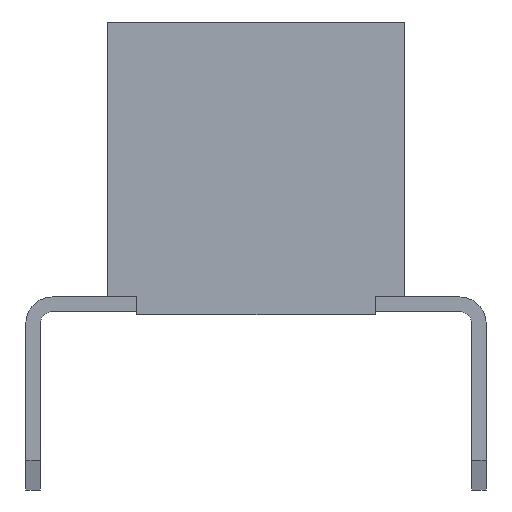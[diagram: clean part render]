
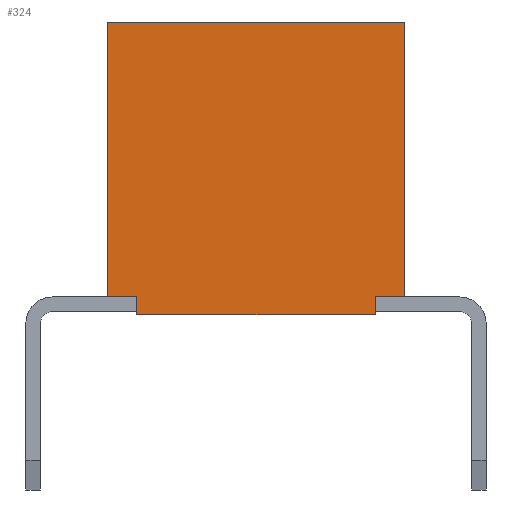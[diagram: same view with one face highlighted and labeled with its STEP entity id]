
A CAD part, left-side view. The second image highlights one B-rep face of the part: STEP entity #324.
In plain terms, the highlighted planar face has unit normal (-1, 0, 0).
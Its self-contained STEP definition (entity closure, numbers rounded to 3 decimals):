
#324=ADVANCED_FACE('',(#1496),#948,.T.);
#948=PLANE('',#12251);
#1496=FACE_OUTER_BOUND('',#2164,.T.);
#2164=EDGE_LOOP('',(#3296,#3297,#3298,#3299,#3300,#3301,#3302,#3303));
#3296=ORIENTED_EDGE('',*,*,#7827,.T.);
#3297=ORIENTED_EDGE('',*,*,#7825,.T.);
#3298=ORIENTED_EDGE('',*,*,#7843,.F.);
#3299=ORIENTED_EDGE('',*,*,#7589,.T.);
#3300=ORIENTED_EDGE('',*,*,#7844,.T.);
#3301=ORIENTED_EDGE('',*,*,#7845,.T.);
#3302=ORIENTED_EDGE('',*,*,#7846,.F.);
#3303=ORIENTED_EDGE('',*,*,#7585,.T.);
#6489=VERTEX_POINT('',#16663);
#6490=VERTEX_POINT('',#16665);
#6493=VERTEX_POINT('',#16671);
#6494=VERTEX_POINT('',#16673);
#6727=VERTEX_POINT('',#17140);
#6729=VERTEX_POINT('',#17144);
#6730=VERTEX_POINT('',#17167);
#6731=VERTEX_POINT('',#17169);
#7585=EDGE_CURVE('',#6490,#6489,#9319,.T.);
#7589=EDGE_CURVE('',#6494,#6493,#9323,.T.);
#7825=EDGE_CURVE('',#6727,#6729,#9559,.T.);
#7827=EDGE_CURVE('',#6489,#6727,#9561,.T.);
#7843=EDGE_CURVE('',#6494,#6729,#9577,.T.);
#7844=EDGE_CURVE('',#6493,#6730,#9578,.T.);
#7845=EDGE_CURVE('',#6730,#6731,#9579,.T.);
#7846=EDGE_CURVE('',#6490,#6731,#9580,.T.);
#9319=LINE('',#16664,#10901);
#9323=LINE('',#16672,#10905);
#9559=LINE('',#17145,#11141);
#9561=LINE('',#17148,#11143);
#9577=LINE('',#17165,#11159);
#9578=LINE('',#17166,#11160);
#9579=LINE('',#17168,#11161);
#9580=LINE('',#17170,#11162);
#10901=VECTOR('',#13292,1.);
#10905=VECTOR('',#13296,1.);
#11141=VECTOR('',#13534,1.);
#11143=VECTOR('',#13538,1.);
#11159=VECTOR('',#13556,1.);
#11160=VECTOR('',#13557,1.);
#11161=VECTOR('',#13558,1.);
#11162=VECTOR('',#13559,1.);
#12251=AXIS2_PLACEMENT_3D('',#17171,#13560,#13561);
#13292=DIRECTION('',(0.,-1.,0.));
#13296=DIRECTION('',(0.,-1.,0.));
#13534=DIRECTION('',(0.,1.,0.));
#13538=DIRECTION('',(0.,0.,1.));
#13556=DIRECTION('',(0.,0.,1.));
#13557=DIRECTION('',(0.,0.,-1.));
#13558=DIRECTION('',(0.,-1.,0.));
#13559=DIRECTION('',(0.,0.,-1.));
#13560=DIRECTION('',(-1.,0.,0.));
#13561=DIRECTION('',(0.,0.,1.));
#16663=CARTESIAN_POINT('',(0.,0.,0.));
#16664=CARTESIAN_POINT('',(0.,2.54,0.));
#16665=CARTESIAN_POINT('',(0.,0.5,0.));
#16671=CARTESIAN_POINT('',(0.,4.58,0.));
#16672=CARTESIAN_POINT('',(0.,2.54,0.));
#16673=CARTESIAN_POINT('',(0.,5.08,0.));
#17140=CARTESIAN_POINT('',(0.,0.,4.7));
#17144=CARTESIAN_POINT('',(0.,5.08,4.7));
#17145=CARTESIAN_POINT('',(0.,2.54,4.7));
#17148=CARTESIAN_POINT('',(0.,0.,0.));
#17165=CARTESIAN_POINT('',(0.,5.08,0.));
#17166=CARTESIAN_POINT('',(0.,4.58,-0.3));
#17167=CARTESIAN_POINT('',(0.,4.58,-0.3));
#17168=CARTESIAN_POINT('',(0.,4.58,-0.3));
#17169=CARTESIAN_POINT('',(0.,0.5,-0.3));
#17170=CARTESIAN_POINT('',(0.,0.5,-0.3));
#17171=CARTESIAN_POINT('',(0.,2.54,0.));
